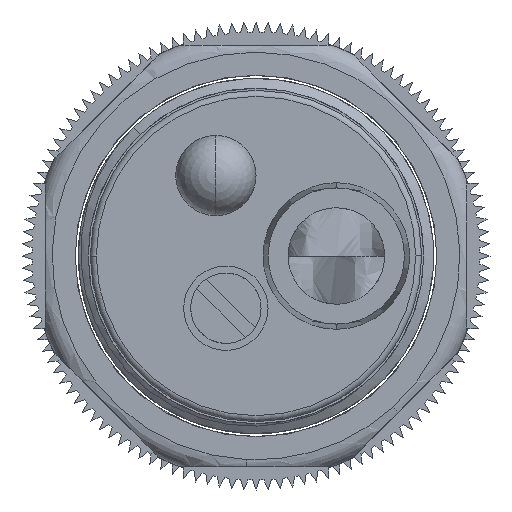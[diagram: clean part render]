
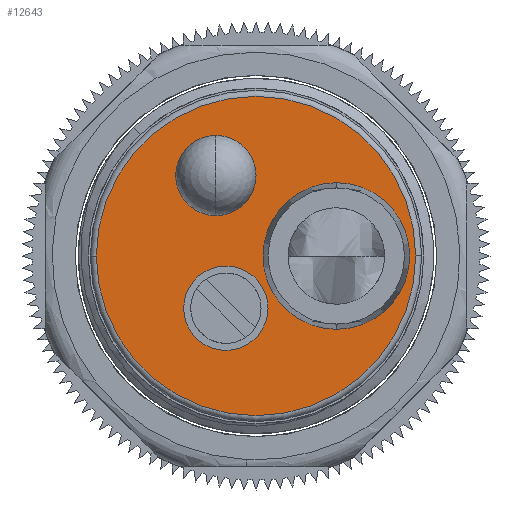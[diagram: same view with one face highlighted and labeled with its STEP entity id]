
A CAD part, front view. The second image highlights one B-rep face of the part: STEP entity #12643.
In plain terms, the highlighted planar face has unit normal (0, -1, 0).
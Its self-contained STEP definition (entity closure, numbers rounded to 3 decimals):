
#5256=CARTESIAN_POINT('',(4.,0.,0.));
#5257=DIRECTION('',(0.,-1.,0.));
#5258=DIRECTION('',(0.,0.,-1.));
#5259=AXIS2_PLACEMENT_3D('',#5256,#5257,#5258);
#5261=CARTESIAN_POINT('',(4.,0.,0.));
#5262=DIRECTION('',(0.,-1.,0.));
#5263=DIRECTION('',(0.,0.,1.));
#5264=AXIS2_PLACEMENT_3D('',#5261,#5262,#5263);
#5266=CARTESIAN_POINT('',(-1.5,0.,-2.599));
#5267=DIRECTION('',(0.,-1.,0.));
#5268=DIRECTION('',(0.,0.,-1.));
#5269=AXIS2_PLACEMENT_3D('',#5266,#5267,#5268);
#5271=CARTESIAN_POINT('',(-1.5,0.,-2.599));
#5272=DIRECTION('',(0.,-1.,0.));
#5273=DIRECTION('',(0.,0.,1.));
#5274=AXIS2_PLACEMENT_3D('',#5271,#5272,#5273);
#5276=CARTESIAN_POINT('',(-2.,0.,4.004));
#5277=DIRECTION('',(0.,-1.,0.));
#5278=DIRECTION('',(0.,0.,-1.));
#5279=AXIS2_PLACEMENT_3D('',#5276,#5277,#5278);
#5281=CARTESIAN_POINT('',(-2.,0.,4.004));
#5282=DIRECTION('',(0.,-1.,0.));
#5283=DIRECTION('',(0.,0.,1.));
#5284=AXIS2_PLACEMENT_3D('',#5281,#5282,#5283);
#5286=CARTESIAN_POINT('',(0.,0.,0.));
#5287=DIRECTION('',(0.,1.,0.));
#5288=DIRECTION('',(-1.,0.,0.));
#5289=AXIS2_PLACEMENT_3D('',#5286,#5287,#5288);
#5291=CARTESIAN_POINT('',(0.,0.,0.));
#5292=DIRECTION('',(0.,1.,0.));
#5293=DIRECTION('',(1.,0.,0.));
#5294=AXIS2_PLACEMENT_3D('',#5291,#5292,#5293);
#5745=CARTESIAN_POINT('',(4.,0.,-3.65));
#5746=CARTESIAN_POINT('',(4.,0.,3.65));
#5747=VERTEX_POINT('',#5745);
#5748=VERTEX_POINT('',#5746);
#5753=CARTESIAN_POINT('',(-1.5,0.,-4.699));
#5754=CARTESIAN_POINT('',(-1.5,0.,-0.499));
#5755=VERTEX_POINT('',#5753);
#5756=VERTEX_POINT('',#5754);
#5781=CARTESIAN_POINT('',(-2.,0.,2.004));
#5782=CARTESIAN_POINT('',(-2.,0.,6.004));
#5783=VERTEX_POINT('',#5781);
#5784=VERTEX_POINT('',#5782);
#5809=CARTESIAN_POINT('',(-7.95,0.,0.));
#5810=CARTESIAN_POINT('',(7.95,0.,0.));
#5811=VERTEX_POINT('',#5809);
#5812=VERTEX_POINT('',#5810);
#12616=CARTESIAN_POINT('',(0.,0.,0.));
#12617=DIRECTION('',(0.,-1.,0.));
#12618=DIRECTION('',(-1.,0.,0.));
#12619=AXIS2_PLACEMENT_3D('',#12616,#12617,#12618);
#12620=PLANE('',#12619);
#12621=ORIENTED_EDGE('',*,*,#5837,.T.);
#12622=ORIENTED_EDGE('',*,*,#5852,.T.);
#12623=EDGE_LOOP('',(#12621,#12622));
#12624=FACE_OUTER_BOUND('',#12623,.F.);
#12626=ORIENTED_EDGE('',*,*,#12625,.T.);
#12628=ORIENTED_EDGE('',*,*,#12627,.T.);
#12629=EDGE_LOOP('',(#12626,#12628));
#12630=FACE_BOUND('',#12629,.F.);
#12632=ORIENTED_EDGE('',*,*,#12631,.T.);
#12634=ORIENTED_EDGE('',*,*,#12633,.T.);
#12635=EDGE_LOOP('',(#12632,#12634));
#12636=FACE_BOUND('',#12635,.F.);
#12638=ORIENTED_EDGE('',*,*,#12637,.T.);
#12640=ORIENTED_EDGE('',*,*,#12639,.T.);
#12641=EDGE_LOOP('',(#12638,#12640));
#12642=FACE_BOUND('',#12641,.F.);
#12643=ADVANCED_FACE('',(#12624,#12630,#12636,#12642),#12620,.T.);
#5260=CIRCLE('',#5259,3.65);
#5265=CIRCLE('',#5264,3.65);
#5270=CIRCLE('',#5269,2.1);
#5275=CIRCLE('',#5274,2.1);
#5280=CIRCLE('',#5279,2.);
#5285=CIRCLE('',#5284,2.);
#5290=CIRCLE('',#5289,7.95);
#5295=CIRCLE('',#5294,7.95);
#5837=EDGE_CURVE('',#5811,#5812,#5290,.T.);
#5852=EDGE_CURVE('',#5812,#5811,#5295,.T.);
#12625=EDGE_CURVE('',#5755,#5756,#5270,.T.);
#12627=EDGE_CURVE('',#5756,#5755,#5275,.T.);
#12631=EDGE_CURVE('',#5783,#5784,#5280,.T.);
#12633=EDGE_CURVE('',#5784,#5783,#5285,.T.);
#12637=EDGE_CURVE('',#5747,#5748,#5260,.T.);
#12639=EDGE_CURVE('',#5748,#5747,#5265,.T.);
